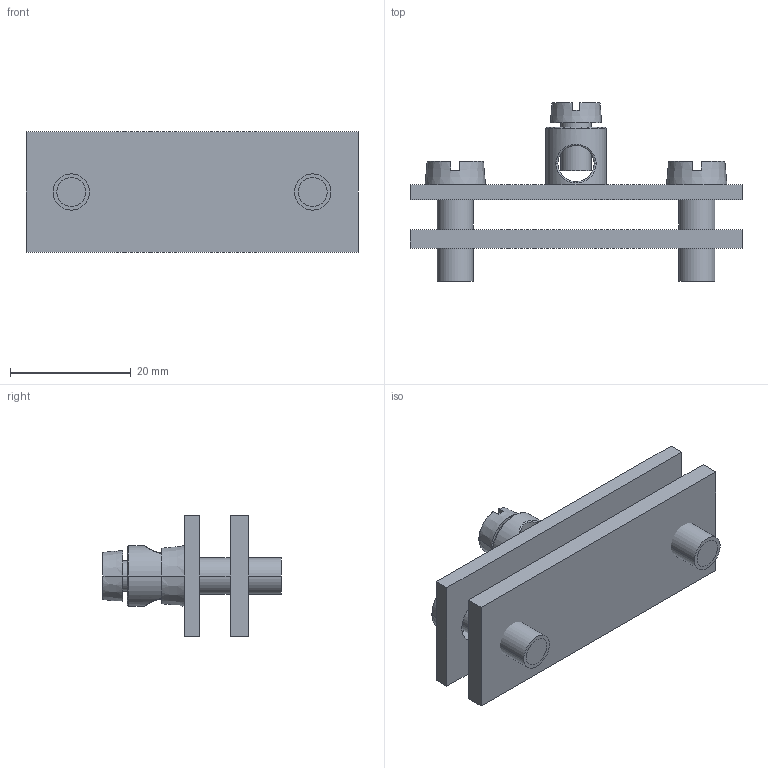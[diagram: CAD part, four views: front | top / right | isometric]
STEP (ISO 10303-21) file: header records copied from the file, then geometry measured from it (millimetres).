
FILE_DESCRIPTION((''),'2;1');
FILE_NAME('5043107_ASM','2012-09-25T',('AndreasKeweloh'),(''),'PRO/ENGINEER BY PARAMETRIC TECHNOLOGY CORPORATION, 2012230','PRO/ENGINEER BY PARAMETRIC TECHNOLOGY CORPORATION, 2012230','');
FILE_SCHEMA(('CONFIG_CONTROL_DESIGN'));
Length unit declared in the file: millimetre
Products named in the file (6): 939_UNTERTEIL; 939_OBERTEIL; 939_ANSCHLUSSKLEMME; I1207_050_08_ST; I1207_060_16_ST; 5043107_ASM
Assembly tree (6 placements, depth 2):
  5043107_ASM
    939_UNTERTEIL
    939_OBERTEIL
    939_ANSCHLUSSKLEMME
    I1207_050_08_ST
    I1207_060_16_ST  x2
Bounding box: 55 x 29.6 x 20 mm (x, y, z)
Volume: 7762 mm3; surface area: 7810.7 mm2
Topology: 6 solids, 9 shells, 93 faces, 220 edges, 142 vertices
Faces by surface type: plane 39, cylinder 28, torus 14, cone 8, bspline 4
Entity records: 3081 total; most frequent: CARTESIAN_POINT 1124, DIRECTION 410, ORIENTED_EDGE 352, EDGE_CURVE 180, AXIS2_PLACEMENT_3D 168, VERTEX_POINT 116, EDGE_LOOP 92, CIRCLE 80
